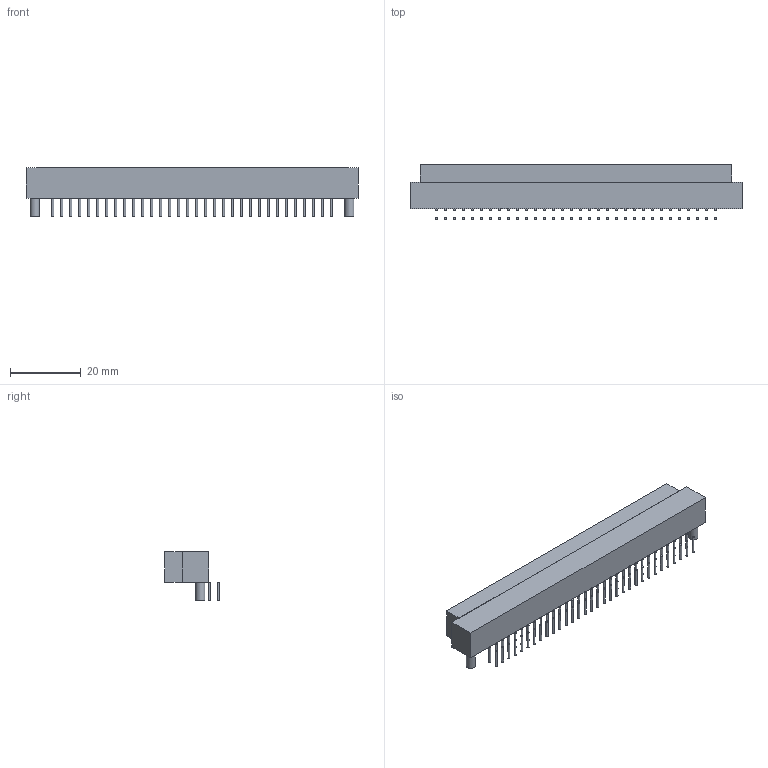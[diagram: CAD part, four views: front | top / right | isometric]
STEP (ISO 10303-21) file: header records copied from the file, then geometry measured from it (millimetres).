
FILE_DESCRIPTION(('FreeCAD Model'),'2;1');
FILE_NAME('1005572.1.1.stp','2021-03-09T12:17:48',( 'Author'),(''),'Open CASCADE STEP processor 6.9','FreeCAD','Unknown' );
FILE_SCHEMA(('AUTOMOTIVE_DESIGN { 1 0 10303 214 1 1 1 1 }'));
Length unit declared in the file: millimetre
Products named in the file (3): ASSEMBLY; Body; Leads
Assembly tree (2 placements, depth 2):
  ASSEMBLY
    Body
    Leads
Bounding box: 93.8 x 15.48 x 13.7 mm (x, y, z)
Volume: 9980.5 mm3; surface area: 6385 mm2
Topology: 68 solids, 68 shells, 210 faces, 222 edges, 148 vertices
Faces by surface type: plane 144, cylinder 66
Full cylindrical faces by diameter (mm): 0.6 x64, 2.6 x2
Entity records: 7352 total; most frequent: DIRECTION 1224, CARTESIAN_POINT 1027, ORIENTED_EDGE 444, PCURVE 444, DEFINITIONAL_REPRESENTATION 444, LINE 402, VECTOR 402, AXIS2_PLACEMENT_3D 345
